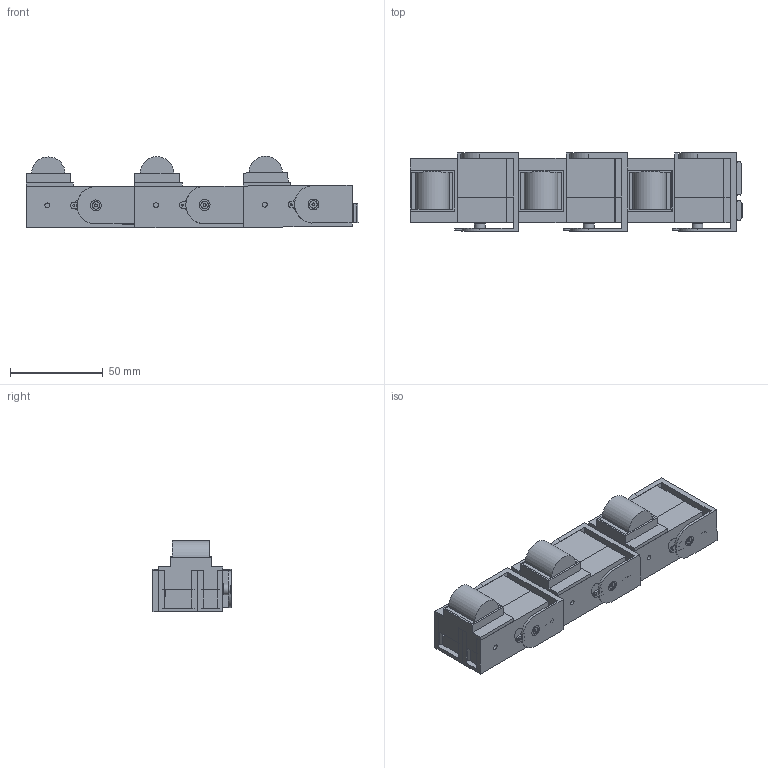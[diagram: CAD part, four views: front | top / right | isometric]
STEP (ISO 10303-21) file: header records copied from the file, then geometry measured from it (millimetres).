
FILE_DESCRIPTION(/* description */ ('','CAx-IF Rec.Pracs.---Representation and Presentation of Product Manufacturing Information (PMI)---4.0---2014-10-13'),/* implementation_level */ '2;1');
FILE_NAME(/* name */ 'Finger_Assembly.step',/* time_stamp */ '2025-01-22T13:49:04Z',/* author */ (''),/* organization */ (''),/* preprocessor_version */ 'ST-DEVELOPER v20',/* originating_system */ 'Autodesk Translation Framework v13.20.0.188',/* authorisation */ '');
FILE_SCHEMA (('AP242_MANAGED_MODEL_BASED_3D_ENGINEERING_MIM_LF { 1 0 10303 442 1 1 4 }'));
Length unit declared in the file: millimetre
Products named in the file (3): Finger_Assembly; P1_1; P1_2
Assembly tree (6 placements, depth 2):
  Finger_Assembly
    P1_1  x3
    P1_2  x3
Bounding box: 178.58 x 42.03 x 38.55 mm (x, y, z)
Volume: 154894.2 mm3; surface area: 87082.7 mm2
Topology: 33 solids, 33 shells, 678 faces, 1707 edges, 1134 vertices
Faces by surface type: plane 492, cylinder 186
Full cylindrical faces by diameter (mm): 1 x18, 1.2 x3, 1.5 x3, 2.25 x3, 2.6 x18, 4 x6, 4.7 x3, 5.1 x3, 5.8 x6, 6.47 x3, 6.76 x6, 10.15 x6, 12 x6
Entity records: 6968 total; most frequent: CARTESIAN_POINT 1182, DIRECTION 1171, ORIENTED_EDGE 1138, EDGE_CURVE 569, LINE 437, VECTOR 437, VERTEX_POINT 378, AXIS2_PLACEMENT_3D 367
